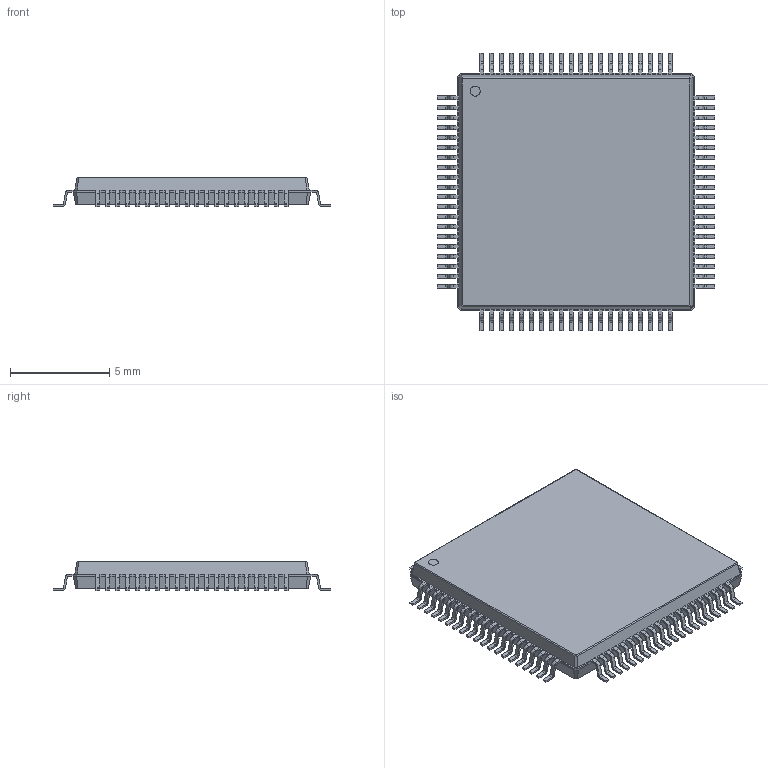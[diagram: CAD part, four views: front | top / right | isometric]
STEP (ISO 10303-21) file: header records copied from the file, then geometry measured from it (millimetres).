
FILE_DESCRIPTION(/* description */ ('model of LQFP-80_12x12mm_P0.5mm'),/* implementation_level */ '2;1');
FILE_NAME(/* name */ 'LQFP-80_12x12mm_P0.5mm.step',/* time_stamp */ '1970-01-01T00:00:00',/* author */ ('KiCAD','kicad'),/* organization */ ('OCCT'),/* preprocessor_version */ '',/* originating_system */ 'KiCAD',/* authorisation */ '');
FILE_SCHEMA(('AUTOMOTIVE_DESIGN { 1 0 10303 214 1 1 1 1 }'));
Length unit declared in the file: millimetre
Products named in the file (1): LQFP-80_12x12mm_P0.5mm
Bounding box: 14 x 14 x 1.5 mm (x, y, z)
Volume: 197.4 mm3; surface area: 415.7 mm2
Topology: 1 solids, 1 shells, 1235 faces, 3361 edges, 2129 vertices
Faces by surface type: plane 891, cylinder 320, bspline 24
Entity records: 24900 total; most frequent: ORIENTED_EDGE 5746, EDGE_CURVE 3361, CARTESIAN_POINT 3171, VERTEX_POINT 2129, LINE 2112, AXIS2_PLACEMENT_3D 1554, FACE_BOUND 1236, EDGE_LOOP 1236
